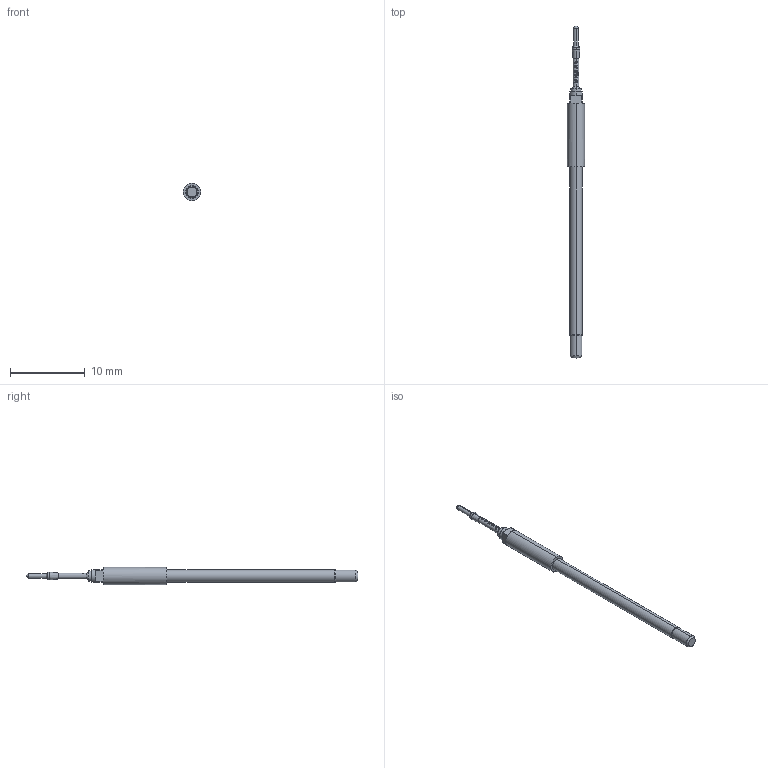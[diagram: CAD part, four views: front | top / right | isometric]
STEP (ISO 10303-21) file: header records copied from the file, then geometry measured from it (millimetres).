
FILE_DESCRIPTION (( 'STEP AP203' ), '1' );
FILE_NAME ('INGUN_GKS-112_305_063_A_xx10_MT.STEP', '2022-01-21T09:05:57', ( 'ochi' ), ( '' ), 'SwSTEP 2.0', 'SolidWorks 2018', '' );
FILE_SCHEMA (( 'CONFIG_CONTROL_DESIGN' ));
Length unit declared in the file: millimetre
Products named in the file (1): INGUN_GKS-112_305_063_A_xx10_MT
Bounding box: 2.3 x 44.3 x 2.3 mm (x, y, z)
Volume: 98.1 mm3; surface area: 231.5 mm2
Topology: 1 solids, 1 shells, 129 faces, 346 edges, 221 vertices
Faces by surface type: plane 56, cylinder 35, bspline 22, cone 8, torus 6, sphere 2
Entity records: 4373 total; most frequent: CARTESIAN_POINT 1195, ORIENTED_EDGE 688, DIRECTION 610, EDGE_CURVE 344, AXIS2_PLACEMENT_3D 244, VERTEX_POINT 221, CIRCLE 136, EDGE_LOOP 133
